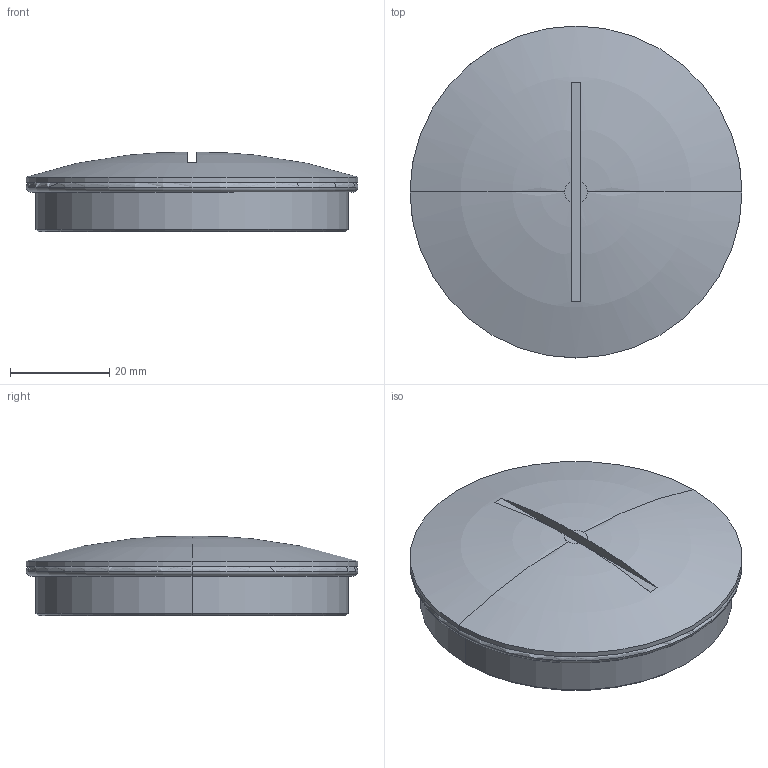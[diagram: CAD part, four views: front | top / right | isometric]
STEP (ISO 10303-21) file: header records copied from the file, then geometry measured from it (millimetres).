
FILE_DESCRIPTION(('CATIA V5R24 STEP','CAx-IF Rec.Pracs.--- Model Styling and Organization---1.2---2011-12-15'),'2;1');
FILE_NAME ('D1455981_0_1777790000_1777790000.stp','2018-03-27T08:58:45+00:00',('none'),('Weidmueller'),'CATIA Version 5-6 Release 2014 SP4 HF52','CATIA V5 STEP AP214','none');
FILE_SCHEMA(('AUTOMOTIVE_DESIGN { 1 0 10303 214 1 1 1 1 }'));
Length unit declared in the file: millimetre
Products named in the file (1): 1777790000_VP_M63-MS65
Bounding box: 67 x 67 x 16 mm (x, y, z)
Volume: 17150.6 mm3; surface area: 12529.1 mm2
Topology: 2 solids, 2 shells, 27 faces, 56 edges, 34 vertices
Faces by surface type: plane 9, cylinder 8, torus 8, cone 2
Entity records: 1024 total; most frequent: CARTESIAN_POINT 429, ORIENTED_EDGE 112, DIRECTION 92, AXIS2_PLACEMENT_3D 57, EDGE_CURVE 56, CIRCLE 34, VERTEX_POINT 34, EDGE_LOOP 30
